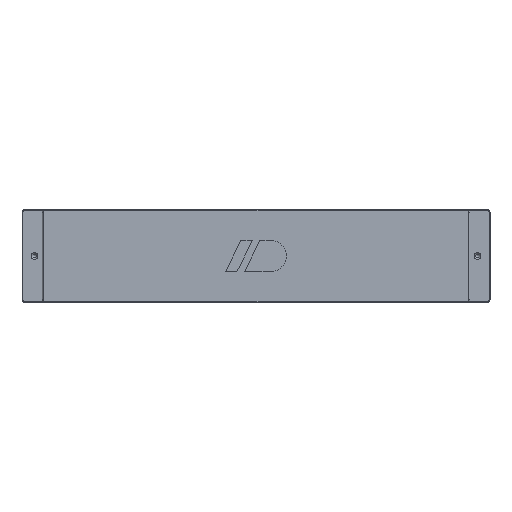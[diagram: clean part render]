
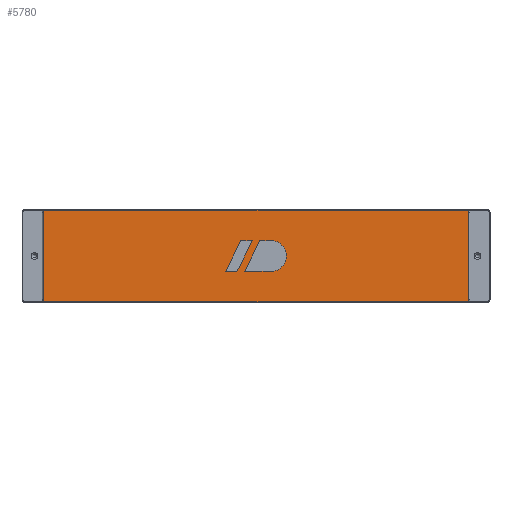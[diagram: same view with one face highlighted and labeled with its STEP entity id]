
A CAD part, top view. The second image highlights one B-rep face of the part: STEP entity #5780.
In plain terms, the highlighted planar face has unit normal (0, 0, 1).
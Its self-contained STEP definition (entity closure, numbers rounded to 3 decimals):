
#266=FACE_BOUND('',#765,.T.);
#267=FACE_BOUND('',#766,.T.);
#283=PLANE('',#6140);
#400=B_SPLINE_CURVE_WITH_KNOTS('',3,(#8138,#8139,#8140,#8141),
 .UNSPECIFIED.,.F.,.F.,(4,4),(-1.503,0.),.UNSPECIFIED.);
#401=B_SPLINE_CURVE_WITH_KNOTS('',3,(#8150,#8151,#8152,#8153),
 .UNSPECIFIED.,.F.,.F.,(4,4),(-1.5,0.),.UNSPECIFIED.);
#436=FACE_OUTER_BOUND('',#764,.T.);
#764=EDGE_LOOP('',(#3892,#3893,#3894,#3895,#3896,#3897,#3898,#3899));
#765=EDGE_LOOP('',(#3900,#3901,#3902,#3903,#3904,#3905));
#766=EDGE_LOOP('',(#3906,#3907,#3908,#3909));
#1096=LINE('',#8051,#1601);
#1097=LINE('',#8062,#1602);
#1099=LINE('',#8074,#1604);
#1101=LINE('',#8086,#1606);
#1114=LINE('',#8143,#1619);
#1115=LINE('',#8145,#1620);
#1116=LINE('',#8147,#1621);
#1117=LINE('',#8149,#1622);
#1118=LINE('',#8156,#1623);
#1119=LINE('',#8158,#1624);
#1120=LINE('',#8160,#1625);
#1121=LINE('',#8161,#1626);
#1601=VECTOR('',#6594,10.);
#1602=VECTOR('',#6607,10.);
#1604=VECTOR('',#6621,10.);
#1606=VECTOR('',#6635,10.);
#1619=VECTOR('',#6668,10.);
#1620=VECTOR('',#6669,10.);
#1621=VECTOR('',#6670,10.);
#1622=VECTOR('',#6671,10.);
#1623=VECTOR('',#6672,10.);
#1624=VECTOR('',#6673,10.);
#1625=VECTOR('',#6674,10.);
#1626=VECTOR('',#6675,10.);
#2108=CIRCLE('',#6115,1.05);
#2112=CIRCLE('',#6121,1.05);
#2116=CIRCLE('',#6127,1.05);
#2119=CIRCLE('',#6132,1.05);
#2331=VERTEX_POINT('',#8044);
#2334=VERTEX_POINT('',#8049);
#2336=VERTEX_POINT('',#8054);
#2338=VERTEX_POINT('',#8060);
#2340=VERTEX_POINT('',#8066);
#2342=VERTEX_POINT('',#8072);
#2344=VERTEX_POINT('',#8078);
#2346=VERTEX_POINT('',#8084);
#2358=VERTEX_POINT('',#8136);
#2359=VERTEX_POINT('',#8137);
#2360=VERTEX_POINT('',#8142);
#2361=VERTEX_POINT('',#8144);
#2362=VERTEX_POINT('',#8146);
#2363=VERTEX_POINT('',#8148);
#2364=VERTEX_POINT('',#8154);
#2365=VERTEX_POINT('',#8155);
#2366=VERTEX_POINT('',#8157);
#2367=VERTEX_POINT('',#8159);
#2932=EDGE_CURVE('',#2334,#2331,#1096,.T.);
#2934=EDGE_CURVE('',#2336,#2334,#2108,.T.);
#2937=EDGE_CURVE('',#2338,#2336,#1097,.T.);
#2940=EDGE_CURVE('',#2340,#2338,#2112,.T.);
#2943=EDGE_CURVE('',#2342,#2340,#1099,.T.);
#2946=EDGE_CURVE('',#2344,#2342,#2116,.T.);
#2949=EDGE_CURVE('',#2346,#2344,#1101,.T.);
#2951=EDGE_CURVE('',#2331,#2346,#2119,.T.);
#2968=EDGE_CURVE('',#2358,#2359,#400,.F.);
#2969=EDGE_CURVE('',#2359,#2360,#1114,.F.);
#2970=EDGE_CURVE('',#2360,#2361,#1115,.F.);
#2971=EDGE_CURVE('',#2361,#2362,#1116,.F.);
#2972=EDGE_CURVE('',#2362,#2363,#1117,.F.);
#2973=EDGE_CURVE('',#2363,#2358,#401,.F.);
#2974=EDGE_CURVE('',#2364,#2365,#1118,.F.);
#2975=EDGE_CURVE('',#2365,#2366,#1119,.F.);
#2976=EDGE_CURVE('',#2366,#2367,#1120,.F.);
#2977=EDGE_CURVE('',#2367,#2364,#1121,.F.);
#3892=ORIENTED_EDGE('',*,*,#2932,.F.);
#3893=ORIENTED_EDGE('',*,*,#2934,.F.);
#3894=ORIENTED_EDGE('',*,*,#2937,.F.);
#3895=ORIENTED_EDGE('',*,*,#2940,.F.);
#3896=ORIENTED_EDGE('',*,*,#2943,.F.);
#3897=ORIENTED_EDGE('',*,*,#2946,.F.);
#3898=ORIENTED_EDGE('',*,*,#2949,.F.);
#3899=ORIENTED_EDGE('',*,*,#2951,.F.);
#3900=ORIENTED_EDGE('',*,*,#2968,.T.);
#3901=ORIENTED_EDGE('',*,*,#2969,.T.);
#3902=ORIENTED_EDGE('',*,*,#2970,.T.);
#3903=ORIENTED_EDGE('',*,*,#2971,.T.);
#3904=ORIENTED_EDGE('',*,*,#2972,.T.);
#3905=ORIENTED_EDGE('',*,*,#2973,.T.);
#3906=ORIENTED_EDGE('',*,*,#2974,.T.);
#3907=ORIENTED_EDGE('',*,*,#2975,.T.);
#3908=ORIENTED_EDGE('',*,*,#2976,.T.);
#3909=ORIENTED_EDGE('',*,*,#2977,.T.);
#5780=ADVANCED_FACE('',(#436,#266,#267),#283,.T.);
#6115=AXIS2_PLACEMENT_3D('',#8056,#6599,#6600);
#6121=AXIS2_PLACEMENT_3D('',#8068,#6613,#6614);
#6127=AXIS2_PLACEMENT_3D('',#8080,#6627,#6628);
#6132=AXIS2_PLACEMENT_3D('',#8089,#6639,#6640);
#6140=AXIS2_PLACEMENT_3D('',#8135,#6666,#6667);
#6594=DIRECTION('',(-1.,0.,0.));
#6599=DIRECTION('center_axis',(0.,0.,-1.));
#6600=DIRECTION('ref_axis',(0.707,-0.707,0.));
#6607=DIRECTION('',(0.,-1.,0.));
#6613=DIRECTION('center_axis',(0.,0.,-1.));
#6614=DIRECTION('ref_axis',(0.707,0.707,0.));
#6621=DIRECTION('',(1.,0.,0.));
#6627=DIRECTION('center_axis',(0.,0.,-1.));
#6628=DIRECTION('ref_axis',(-0.707,0.707,0.));
#6635=DIRECTION('',(0.,1.,0.));
#6639=DIRECTION('center_axis',(0.,0.,-1.));
#6640=DIRECTION('ref_axis',(-0.707,-0.707,0.));
#6666=DIRECTION('center_axis',(0.,0.,1.));
#6667=DIRECTION('ref_axis',(-1.,0.,0.));
#6668=DIRECTION('',(1.,0.,0.));
#6669=DIRECTION('',(-0.447,-0.894,0.));
#6670=DIRECTION('',(-1.,0.,0.));
#6671=DIRECTION('',(-1.,0.002,0.));
#6672=DIRECTION('',(-1.,0.,0.));
#6673=DIRECTION('',(0.447,0.894,0.));
#6674=DIRECTION('',(1.,0.,0.));
#6675=DIRECTION('',(-0.447,-0.894,0.));
#8044=CARTESIAN_POINT('',(15.794,24.211,-9.));
#8049=CARTESIAN_POINT('',(280.144,24.211,-9.));
#8051=CARTESIAN_POINT('',(221.233,24.211,-9.));
#8054=CARTESIAN_POINT('',(281.194,25.261,-9.));
#8056=CARTESIAN_POINT('Origin',(280.144,25.261,-9.));
#8060=CARTESIAN_POINT('',(281.194,80.261,-9.));
#8062=CARTESIAN_POINT('',(281.194,76.811,-9.));
#8066=CARTESIAN_POINT('',(280.144,81.311,-9.));
#8068=CARTESIAN_POINT('Origin',(280.144,80.261,-9.));
#8072=CARTESIAN_POINT('',(15.794,81.311,-9.));
#8074=CARTESIAN_POINT('',(196.332,81.311,-9.));
#8078=CARTESIAN_POINT('',(14.744,80.261,-9.));
#8080=CARTESIAN_POINT('Origin',(15.794,80.261,-9.));
#8084=CARTESIAN_POINT('',(14.744,25.261,-9.));
#8086=CARTESIAN_POINT('',(14.744,76.811,-9.));
#8089=CARTESIAN_POINT('Origin',(15.794,25.261,-9.));
#8135=CARTESIAN_POINT('Origin',(147.97,52.761,-9.));
#8136=CARTESIAN_POINT('',(167.019,52.761,-9.));
#8137=CARTESIAN_POINT('',(157.494,43.236,-9.));
#8138=CARTESIAN_POINT('Ctrl Pts',(157.494,43.236,-9.));
#8139=CARTESIAN_POINT('Ctrl Pts',(162.751,43.236,-9.));
#8140=CARTESIAN_POINT('Ctrl Pts',(167.019,47.504,-9.));
#8141=CARTESIAN_POINT('Ctrl Pts',(167.019,52.761,-9.));
#8142=CARTESIAN_POINT('',(140.825,43.236,-9.));
#8143=CARTESIAN_POINT('',(152.732,43.236,-9.));
#8144=CARTESIAN_POINT('',(150.35,62.286,-9.));
#8145=CARTESIAN_POINT('',(143.445,48.475,-9.));
#8146=CARTESIAN_POINT('',(157.494,62.286,-9.));
#8147=CARTESIAN_POINT('',(149.16,62.286,-9.));
#8148=CARTESIAN_POINT('',(157.525,62.286,-9.));
#8149=CARTESIAN_POINT('',(152.74,62.294,-9.));
#8150=CARTESIAN_POINT('Ctrl Pts',(167.019,52.761,-9.));
#8151=CARTESIAN_POINT('Ctrl Pts',(167.019,58.008,-9.));
#8152=CARTESIAN_POINT('Ctrl Pts',(162.768,62.269,-9.));
#8153=CARTESIAN_POINT('Ctrl Pts',(157.525,62.286,-9.));
#8154=CARTESIAN_POINT('',(138.444,62.286,-9.));
#8155=CARTESIAN_POINT('',(145.588,62.286,-9.));
#8156=CARTESIAN_POINT('',(143.207,62.286,-9.));
#8157=CARTESIAN_POINT('',(136.063,43.236,-9.));
#8158=CARTESIAN_POINT('',(143.921,58.953,-9.));
#8159=CARTESIAN_POINT('',(128.919,43.236,-9.));
#8160=CARTESIAN_POINT('',(142.016,43.236,-9.));
#8161=CARTESIAN_POINT('',(132.729,50.856,-9.));
